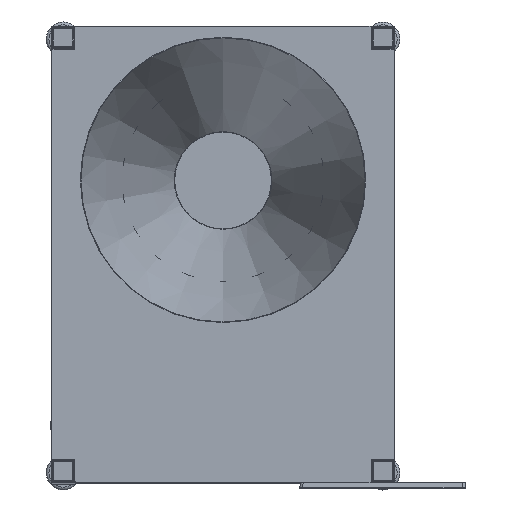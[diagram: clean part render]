
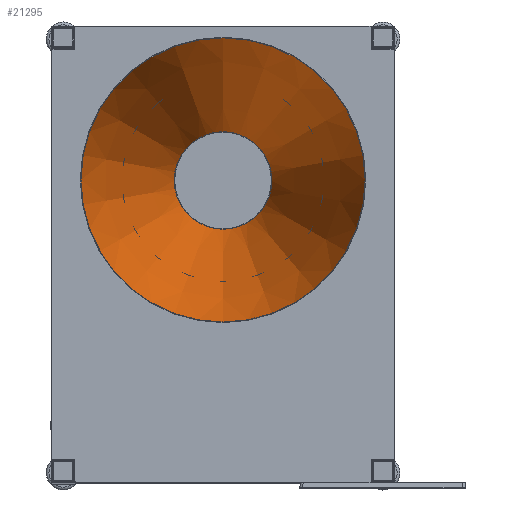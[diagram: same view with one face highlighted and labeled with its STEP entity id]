
A CAD part, top view. The second image highlights one B-rep face of the part: STEP entity #21295.
In plain terms, the highlighted conical face has half-angle 17.241 degrees and reference radius 166.804 mm.
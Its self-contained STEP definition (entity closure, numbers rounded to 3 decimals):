
#234=CONICAL_SURFACE('',#22935,166.804,0.301);
#2210=FACE_OUTER_BOUND('',#3465,.T.);
#3465=EDGE_LOOP('',(#15963,#15964,#15965,#15966));
#5089=LINE('',#32144,#7145);
#7145=VECTOR('',#25996,167.759);
#8905=CIRCLE('',#22934,84.781);
#8906=CIRCLE('',#22936,248.953);
#9991=VERTEX_POINT('',#32140);
#9992=VERTEX_POINT('',#32143);
#12214=EDGE_CURVE('',#9991,#9991,#8905,.F.);
#12215=EDGE_CURVE('',#9991,#9992,#5089,.T.);
#12216=EDGE_CURVE('',#9992,#9992,#8906,.T.);
#15963=ORIENTED_EDGE('',*,*,#12214,.F.);
#15964=ORIENTED_EDGE('',*,*,#12215,.T.);
#15965=ORIENTED_EDGE('',*,*,#12216,.F.);
#15966=ORIENTED_EDGE('',*,*,#12215,.F.);
#21295=ADVANCED_FACE('',(#2210),#234,.F.);
#22934=AXIS2_PLACEMENT_3D('',#32141,#25992,#25993);
#22935=AXIS2_PLACEMENT_3D('',#32142,#25994,#25995);
#22936=AXIS2_PLACEMENT_3D('',#32145,#25997,#25998);
#25992=DIRECTION('center_axis',(0.,-1.,0.));
#25993=DIRECTION('ref_axis',(0.,0.,1.));
#25994=DIRECTION('center_axis',(0.,1.,0.));
#25995=DIRECTION('ref_axis',(0.,0.,1.));
#25996=DIRECTION('',(0.,0.955,-0.296));
#25997=DIRECTION('center_axis',(0.,-1.,0.));
#25998=DIRECTION('ref_axis',(0.,0.,1.));
#32140=CARTESIAN_POINT('',(0.,-529.,-84.781));
#32141=CARTESIAN_POINT('Origin',(0.,-529.,0.));
#32142=CARTESIAN_POINT('Origin',(0.,-264.704,0.));
#32143=CARTESIAN_POINT('',(0.,0.,-248.953));
#32144=CARTESIAN_POINT('',(0.,-264.704,-166.804));
#32145=CARTESIAN_POINT('Origin',(0.,0.,0.));
